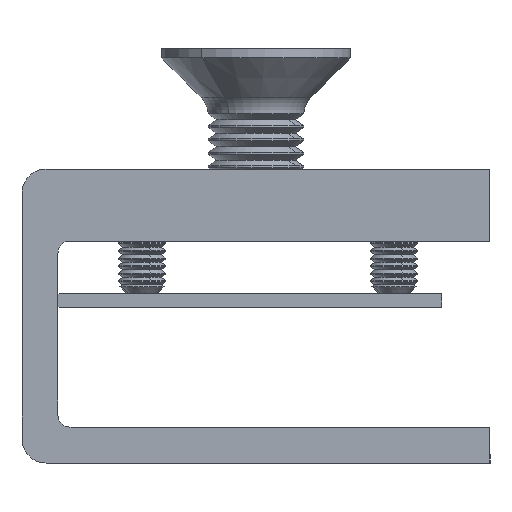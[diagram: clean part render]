
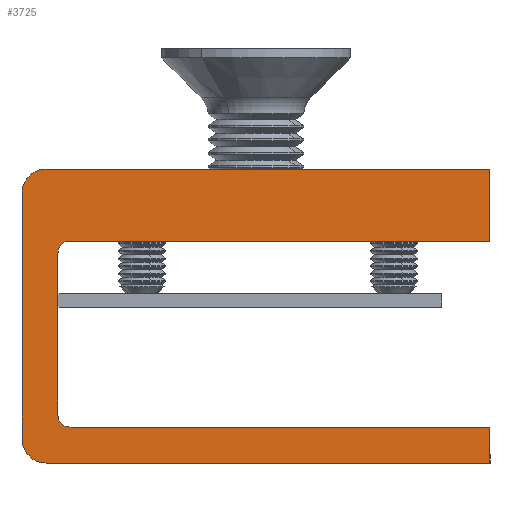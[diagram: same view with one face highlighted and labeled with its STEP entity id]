
A CAD part, left-side view. The second image highlights one B-rep face of the part: STEP entity #3725.
In plain terms, the highlighted planar face has unit normal (-1, 0, 0).
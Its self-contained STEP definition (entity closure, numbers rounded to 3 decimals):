
#182 = VERTEX_POINT ( 'NONE', #9931 ) ;
#341 = AXIS2_PLACEMENT_3D ( 'NONE', #11215, #2632, #7298 ) ;
#385 = CARTESIAN_POINT ( 'NONE',  ( -65., -36., 7.75 ) ) ;
#590 = VECTOR ( 'NONE', #4669, 1000. ) ;
#712 = DIRECTION ( 'NONE',  ( 0., 0., 1. ) ) ;
#759 = ORIENTED_EDGE ( 'NONE', *, *, #1284, .F. ) ;
#873 = CARTESIAN_POINT ( 'NONE',  ( -65., -36., 13.75 ) ) ;
#1183 = CARTESIAN_POINT ( 'NONE',  ( -65., 3., 11.75 ) ) ;
#1284 = EDGE_CURVE ( 'NONE', #2775, #182, #1617, .T. ) ;
#1384 = VECTOR ( 'NONE', #11022, 1000. ) ;
#1567 = EDGE_CURVE ( 'NONE', #4307, #6104, #3227, .T. ) ;
#1617 = LINE ( 'NONE', #3561, #590 ) ;
#1752 = CARTESIAN_POINT ( 'NONE',  ( -65., -1., 7.75 ) ) ;
#1786 = CARTESIAN_POINT ( 'NONE',  ( -65., -36., 13.75 ) ) ;
#1939 = ORIENTED_EDGE ( 'NONE', *, *, #4871, .F. ) ;
#2244 = EDGE_CURVE ( 'NONE', #6128, #2775, #8811, .T. ) ;
#2288 = EDGE_CURVE ( 'NONE', #4987, #8512, #9637, .T. ) ;
#2332 = CARTESIAN_POINT ( 'NONE',  ( -65., -36., -10.75 ) ) ;
#2435 = VECTOR ( 'NONE', #7688, 1000. ) ;
#2474 = DIRECTION ( 'NONE',  ( 1., 0., 0. ) ) ;
#2632 = DIRECTION ( 'NONE',  ( 1., 0., 0. ) ) ;
#2740 = ORIENTED_EDGE ( 'NONE', *, *, #4614, .F. ) ;
#2775 = VERTEX_POINT ( 'NONE', #2332 ) ;
#2845 = DIRECTION ( 'NONE',  ( 0., 1., 0. ) ) ;
#3132 = CIRCLE ( 'NONE', #10192, 1. ) ;
#3227 = CIRCLE ( 'NONE', #12294, 2. ) ;
#3256 = CARTESIAN_POINT ( 'NONE',  ( -65., -36., -7.75 ) ) ;
#3257 = VECTOR ( 'NONE', #712, 1000. ) ;
#3265 = DIRECTION ( 'NONE',  ( 1., 0., 0. ) ) ;
#3368 = DIRECTION ( 'NONE',  ( 0., 0., 1. ) ) ;
#3398 = ORIENTED_EDGE ( 'NONE', *, *, #2288, .F. ) ;
#3518 = CARTESIAN_POINT ( 'NONE',  ( -65., -1., -6.75 ) ) ;
#3561 = CARTESIAN_POINT ( 'NONE',  ( -65., -36., -10.75 ) ) ;
#3725 = ADVANCED_FACE ( 'NONE', ( #5410 ), #9258, .F. ) ;
#3861 = DIRECTION ( 'NONE',  ( 0., -1., 0. ) ) ;
#3881 = DIRECTION ( 'NONE',  ( 0., 0., -1. ) ) ;
#3987 = EDGE_CURVE ( 'NONE', #8025, #10311, #8926, .T. ) ;
#4237 = CARTESIAN_POINT ( 'NONE',  ( -65., 0., -6.75 ) ) ;
#4246 = VECTOR ( 'NONE', #3861, 1000. ) ;
#4307 = VERTEX_POINT ( 'NONE', #1183 ) ;
#4315 = EDGE_LOOP ( 'NONE', ( #2740, #6444, #1939, #11291, #3398, #8328, #4424, #6721, #11241, #759, #4705, #11250 ) ) ;
#4424 = ORIENTED_EDGE ( 'NONE', *, *, #1567, .F. ) ;
#4609 = VERTEX_POINT ( 'NONE', #1752 ) ;
#4614 = EDGE_CURVE ( 'NONE', #10311, #11977, #3132, .T. ) ;
#4669 = DIRECTION ( 'NONE',  ( 0., 1., 0. ) ) ;
#4705 = ORIENTED_EDGE ( 'NONE', *, *, #2244, .F. ) ;
#4758 = CIRCLE ( 'NONE', #341, 2. ) ;
#4871 = EDGE_CURVE ( 'NONE', #4609, #8025, #11828, .T. ) ;
#4987 = VERTEX_POINT ( 'NONE', #1786 ) ;
#5006 = EDGE_CURVE ( 'NONE', #8512, #4609, #12380, .T. ) ;
#5410 = FACE_OUTER_BOUND ( 'NONE', #4315, .T. ) ;
#5715 = CARTESIAN_POINT ( 'NONE',  ( -65., -1., -6.75 ) ) ;
#5846 = CARTESIAN_POINT ( 'NONE',  ( -65., 0., 6.75 ) ) ;
#6104 = VERTEX_POINT ( 'NONE', #7221 ) ;
#6116 = LINE ( 'NONE', #7114, #1384 ) ;
#6128 = VERTEX_POINT ( 'NONE', #3256 ) ;
#6318 = DIRECTION ( 'NONE',  ( 0., 0., 1. ) ) ;
#6388 = VERTEX_POINT ( 'NONE', #12399 ) ;
#6444 = ORIENTED_EDGE ( 'NONE', *, *, #3987, .F. ) ;
#6573 = EDGE_CURVE ( 'NONE', #182, #6388, #4758, .T. ) ;
#6666 = CARTESIAN_POINT ( 'NONE',  ( -65., -36., -7.75 ) ) ;
#6721 = ORIENTED_EDGE ( 'NONE', *, *, #11099, .F. ) ;
#7114 = CARTESIAN_POINT ( 'NONE',  ( -65., 1., 13.75 ) ) ;
#7221 = CARTESIAN_POINT ( 'NONE',  ( -65., 1., 13.75 ) ) ;
#7298 = DIRECTION ( 'NONE',  ( 0., 0., 1. ) ) ;
#7497 = CARTESIAN_POINT ( 'NONE',  ( -65., 0., 6.75 ) ) ;
#7556 = VECTOR ( 'NONE', #3881, 1000. ) ;
#7688 = DIRECTION ( 'NONE',  ( 0., 0., -1. ) ) ;
#8025 = VERTEX_POINT ( 'NONE', #7497 ) ;
#8117 = CARTESIAN_POINT ( 'NONE',  ( -65., -1., -7.75 ) ) ;
#8241 = DIRECTION ( 'NONE',  ( 0., 0., 1. ) ) ;
#8328 = ORIENTED_EDGE ( 'NONE', *, *, #8978, .F. ) ;
#8512 = VERTEX_POINT ( 'NONE', #385 ) ;
#8705 = CARTESIAN_POINT ( 'NONE',  ( -65., -36., 7.75 ) ) ;
#8774 = AXIS2_PLACEMENT_3D ( 'NONE', #12091, #11905, #3368 ) ;
#8811 = LINE ( 'NONE', #6666, #2435 ) ;
#8926 = LINE ( 'NONE', #5846, #7556 ) ;
#8978 = EDGE_CURVE ( 'NONE', #6104, #4987, #6116, .T. ) ;
#9258 = PLANE ( 'NONE',  #9552 ) ;
#9392 = VECTOR ( 'NONE', #2845, 1000. ) ;
#9552 = AXIS2_PLACEMENT_3D ( 'NONE', #3518, #3265, #8241 ) ;
#9558 = DIRECTION ( 'NONE',  ( 0., 0., 1. ) ) ;
#9637 = LINE ( 'NONE', #873, #11306 ) ;
#9931 = CARTESIAN_POINT ( 'NONE',  ( -65., 1., -10.75 ) ) ;
#10192 = AXIS2_PLACEMENT_3D ( 'NONE', #5715, #10514, #9558 ) ;
#10311 = VERTEX_POINT ( 'NONE', #4237 ) ;
#10441 = LINE ( 'NONE', #12213, #3257 ) ;
#10514 = DIRECTION ( 'NONE',  ( -1., 0., 0. ) ) ;
#10801 = CARTESIAN_POINT ( 'NONE',  ( -65., -1., -7.75 ) ) ;
#11022 = DIRECTION ( 'NONE',  ( 0., -1., 0. ) ) ;
#11099 = EDGE_CURVE ( 'NONE', #6388, #4307, #10441, .T. ) ;
#11215 = CARTESIAN_POINT ( 'NONE',  ( -65., 1., -8.75 ) ) ;
#11224 = EDGE_CURVE ( 'NONE', #11977, #6128, #11831, .T. ) ;
#11241 = ORIENTED_EDGE ( 'NONE', *, *, #6573, .F. ) ;
#11250 = ORIENTED_EDGE ( 'NONE', *, *, #11224, .F. ) ;
#11291 = ORIENTED_EDGE ( 'NONE', *, *, #5006, .F. ) ;
#11306 = VECTOR ( 'NONE', #12427, 1000. ) ;
#11828 = CIRCLE ( 'NONE', #8774, 1. ) ;
#11831 = LINE ( 'NONE', #10801, #4246 ) ;
#11889 = CARTESIAN_POINT ( 'NONE',  ( -65., 1., 11.75 ) ) ;
#11905 = DIRECTION ( 'NONE',  ( -1., 0., 0. ) ) ;
#11977 = VERTEX_POINT ( 'NONE', #8117 ) ;
#12091 = CARTESIAN_POINT ( 'NONE',  ( -65., -1., 6.75 ) ) ;
#12213 = CARTESIAN_POINT ( 'NONE',  ( -65., 3., -8.75 ) ) ;
#12294 = AXIS2_PLACEMENT_3D ( 'NONE', #11889, #2474, #6318 ) ;
#12380 = LINE ( 'NONE', #8705, #9392 ) ;
#12399 = CARTESIAN_POINT ( 'NONE',  ( -65., 3., -8.75 ) ) ;
#12427 = DIRECTION ( 'NONE',  ( 0., 0., -1. ) ) ;
